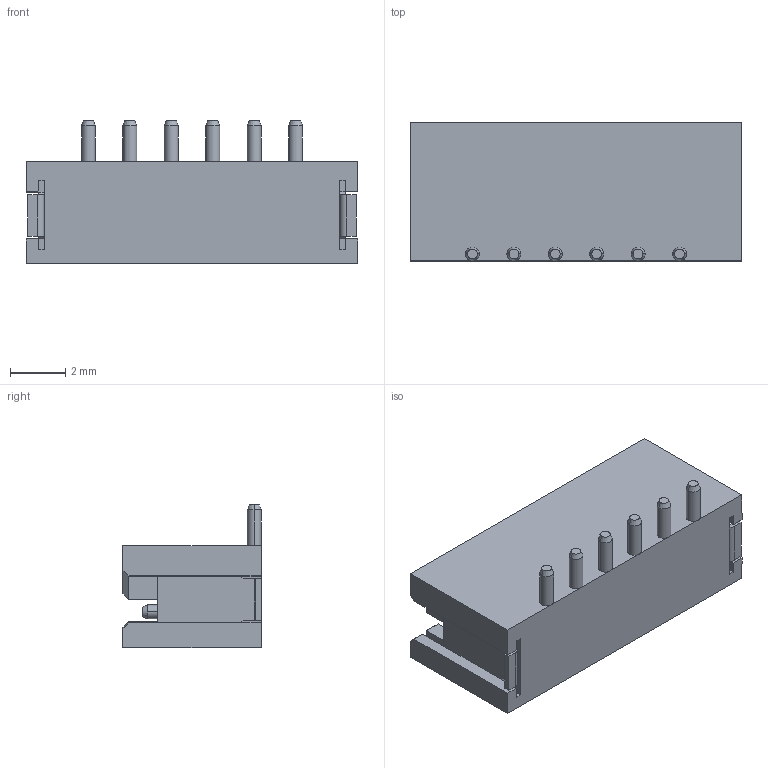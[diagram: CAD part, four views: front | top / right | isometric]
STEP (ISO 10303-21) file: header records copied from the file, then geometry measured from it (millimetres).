
FILE_DESCRIPTION (( 'STEP AP214' ), '1' );
FILE_NAME ('B6B-ZR-SM4-TF.STEP', '2023-11-03T15:12:45', ( '' ), ( '' ), 'SwSTEP 2.0', 'SolidWorks 2021', '' );
FILE_SCHEMA (( 'AUTOMOTIVE_DESIGN' ));
Length unit declared in the file: millimetre
Products named in the file (3): BxB-ZR-SM4 pins_6; B6B-ZR-SM4-TF; BxB-ZR-SM4_6
Assembly tree (2 placements, depth 2):
  B6B-ZR-SM4-TF
    BxB-ZR-SM4_6
    BxB-ZR-SM4 pins_6
Bounding box: 12 x 5 x 5.2 mm (x, y, z)
Volume: 132.2 mm3; surface area: 426.5 mm2
Topology: 15 solids, 15 shells, 166 faces, 376 edges, 240 vertices
Faces by surface type: plane 114, cylinder 28, cone 24
Entity records: 4823 total; most frequent: DIRECTION 810, CARTESIAN_POINT 787, ORIENTED_EDGE 752, EDGE_CURVE 376, LINE 284, VECTOR 284, AXIS2_PLACEMENT_3D 263, VERTEX_POINT 240
